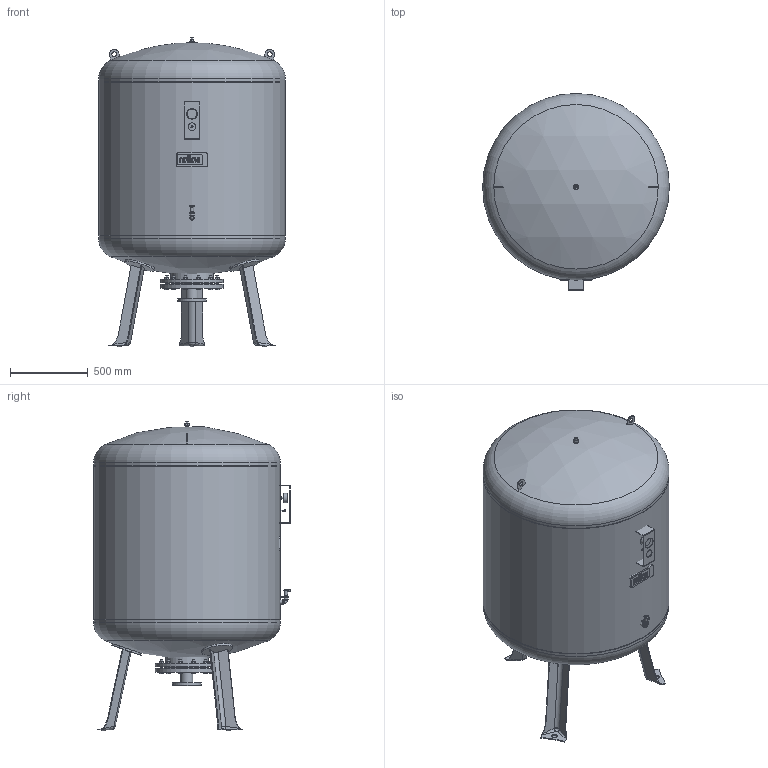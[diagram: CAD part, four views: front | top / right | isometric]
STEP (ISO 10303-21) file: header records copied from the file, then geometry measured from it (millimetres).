
FILE_DESCRIPTION(/* description */ (''),/* implementation_level */ '2;1');
FILE_NAME(/* name */ '3d_RefixDE1500_10bar-7311605.stp',/* time_stamp */ '2023-06-19T14:25:20+02:00',/* author */ ('Andrzej'),/* organization */ (''),/* preprocessor_version */ 'ST-DEVELOPER v16.13',/* originating_system */ 'AutoCAD Mechanical',/* authorisation */ '');
FILE_SCHEMA (('AUTOMOTIVE_DESIGN { 1 0 10303 214 3 1 1 }'));
Length unit declared in the file: millimetre
Products named in the file (1): Product
Bounding box: 1200 x 1266 x 1990.83 mm (x, y, z)
Volume: 1522747024.5 mm3; surface area: 13011115.9 mm2
Topology: 24 solids, 24 shells, 632 faces, 1576 edges, 1044 vertices
Faces by surface type: plane 390, cylinder 164, cone 36, bspline 19, sphere 18, torus 5
Full cylindrical faces by diameter (mm): 8 x1, 10 x2, 14 x1, 16 x26, 18 x8, 18.5 x1, 20 x3, 24 x1, 26 x2, 28 x2, 30 x2, 34 x1, 50 x1, 60.5 x1, 69 x1, 70.3 x1, 76.1 x1, 185 x1, 260.4 x1, 273 x1, 405 x2, 1200 x3
Entity records: 25123 total; most frequent: CARTESIAN_POINT 10129, DIRECTION 3076, ORIENTED_EDGE 2926, EDGE_CURVE 1463, AXIS2_PLACEMENT_3D 1079, VERTEX_POINT 1022, LINE 918, VECTOR 918
